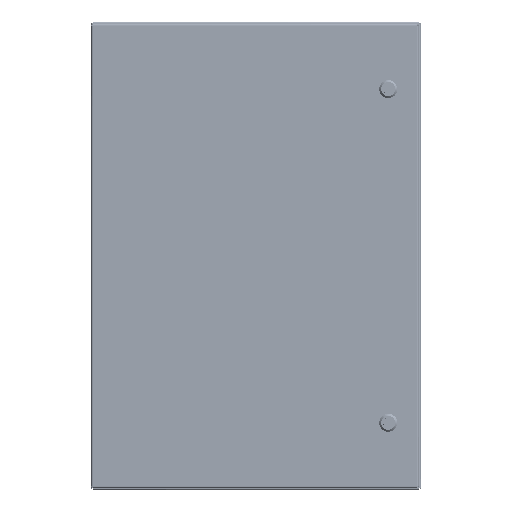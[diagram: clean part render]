
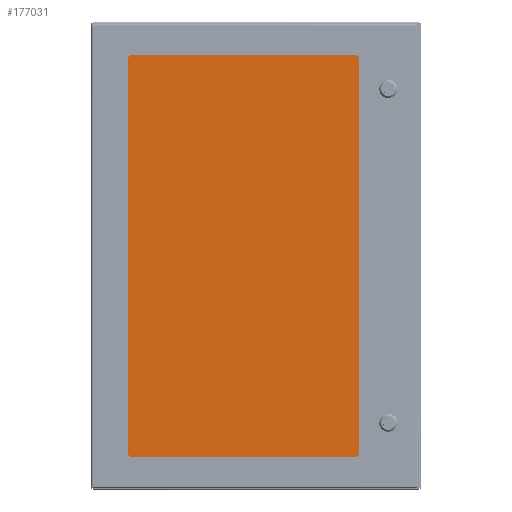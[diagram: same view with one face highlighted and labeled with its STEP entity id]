
A CAD part, top view. The second image highlights one B-rep face of the part: STEP entity #177031.
In plain terms, the highlighted planar face has unit normal (0, 0, 1).
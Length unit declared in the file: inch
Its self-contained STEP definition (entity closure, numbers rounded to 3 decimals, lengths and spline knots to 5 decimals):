
#5011 = VERTEX_POINT ( 'NONE', #129252 ) ;
#7732 = FACE_OUTER_BOUND ( 'NONE', #104134, .T. ) ;
#11430 = VECTOR ( 'NONE', #105777, 39.37008 ) ;
#16213 = EDGE_CURVE ( 'NONE', #176510, #5011, #170080, .T. ) ;
#17140 = LINE ( 'NONE', #138553, #145932 ) ;
#19494 = EDGE_CURVE ( 'NONE', #5011, #158500, #17140, .T. ) ;
#22350 = CARTESIAN_POINT ( 'NONE',  ( -11.18618, -16.215, 1.23606 ) ) ;
#29064 = VERTEX_POINT ( 'NONE', #99876 ) ;
#30918 = EDGE_CURVE ( 'NONE', #158500, #29064, #116344, .T. ) ;
#31084 = ORIENTED_EDGE ( 'NONE', *, *, #19494, .F. ) ;
#32940 = LINE ( 'NONE', #182049, #150191 ) ;
#33109 = CARTESIAN_POINT ( 'NONE',  ( -11.18618, 9.465, 1.23606 ) ) ;
#52145 = CARTESIAN_POINT ( 'NONE',  ( 4.03382, 9.465, 1.23606 ) ) ;
#56976 = ORIENTED_EDGE ( 'NONE', *, *, #16213, .F. ) ;
#79423 = DIRECTION ( 'NONE',  ( 1., 0., 0. ) ) ;
#88103 = CARTESIAN_POINT ( 'NONE',  ( 4.03382, -16.215, 1.23606 ) ) ;
#95730 = VECTOR ( 'NONE', #146616, 39.37008 ) ;
#99876 = CARTESIAN_POINT ( 'NONE',  ( 4.03382, -16.215, 1.23606 ) ) ;
#104134 = EDGE_LOOP ( 'NONE', ( #56976, #123508, #116874, #31084 ) ) ;
#105777 = DIRECTION ( 'NONE',  ( 0., 1., 0. ) ) ;
#116344 = LINE ( 'NONE', #88103, #95730 ) ;
#116874 = ORIENTED_EDGE ( 'NONE', *, *, #30918, .F. ) ;
#123508 = ORIENTED_EDGE ( 'NONE', *, *, #124907, .F. ) ;
#124907 = EDGE_CURVE ( 'NONE', #29064, #176510, #32940, .T. ) ;
#126312 = CARTESIAN_POINT ( 'NONE',  ( -3.57618, -3.375, 1.23606 ) ) ;
#129252 = CARTESIAN_POINT ( 'NONE',  ( -11.18618, 9.465, 1.23606 ) ) ;
#138553 = CARTESIAN_POINT ( 'NONE',  ( 4.03382, 9.465, 1.23606 ) ) ;
#145932 = VECTOR ( 'NONE', #79423, 39.37008 ) ;
#146616 = DIRECTION ( 'NONE',  ( 0., -1., 0. ) ) ;
#150191 = VECTOR ( 'NONE', #164731, 39.37008 ) ;
#154092 = AXIS2_PLACEMENT_3D ( 'NONE', #126312, #180895, #155183 ) ;
#155183 = DIRECTION ( 'NONE',  ( 1., 0., 0. ) ) ;
#155811 = PLANE ( 'NONE',  #154092 ) ;
#158500 = VERTEX_POINT ( 'NONE', #52145 ) ;
#164731 = DIRECTION ( 'NONE',  ( -1., 0., 0. ) ) ;
#170080 = LINE ( 'NONE', #33109, #11430 ) ;
#176510 = VERTEX_POINT ( 'NONE', #22350 ) ;
#177031 = ADVANCED_FACE ( 'NONE', ( #7732 ), #155811, .T. ) ;
#180895 = DIRECTION ( 'NONE',  ( 0., 0., 1. ) ) ;
#182049 = CARTESIAN_POINT ( 'NONE',  ( -11.18618, -16.215, 1.23606 ) ) ;
